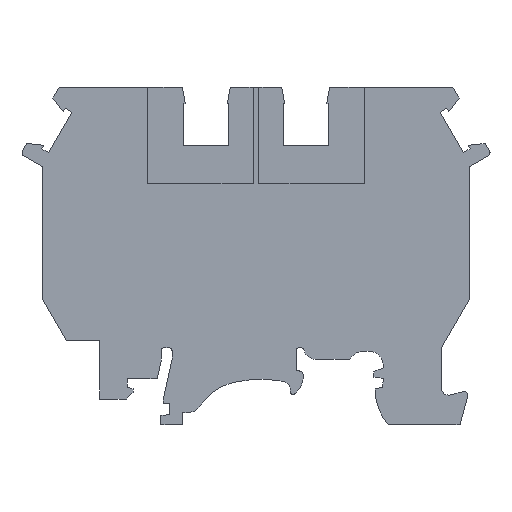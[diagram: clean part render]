
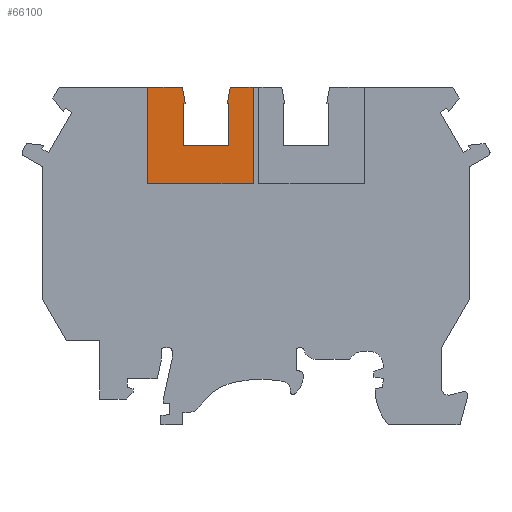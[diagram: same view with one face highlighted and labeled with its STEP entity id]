
A CAD part, left-side view. The second image highlights one B-rep face of the part: STEP entity #66100.
In plain terms, the highlighted face is planar.
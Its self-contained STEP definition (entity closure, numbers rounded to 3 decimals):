
#9070=CARTESIAN_POINT('',(-26.432,311.103,
0.525));
#9080=VERTEX_POINT('',#9070);
#9130=CARTESIAN_POINT('',(-81.288,0.,0.525));
#9140=DIRECTION('',(-0.174,-0.985,
0.));
#9150=VECTOR('',#9140,1.);
#9160=LINE('',#9130,#9150);
#9170=CARTESIAN_POINT('',(-26.035,313.353,
0.525));
#9180=VERTEX_POINT('',#9170);
#9190=EDGE_CURVE('',#9180,#9080,#9160,.T.);
#11180=CARTESIAN_POINT('',(0.,313.353,0.525));
#11190=DIRECTION('',(1.,0.,0.));
#11200=VECTOR('',#11190,1.);
#11210=LINE('',#11180,#11200);
#11220=CARTESIAN_POINT('',(-21.307,313.353,0.525));
#11230=VERTEX_POINT('',#11220);
#11240=EDGE_CURVE('',#9180,#11230,#11210,.T.);
#20520=CARTESIAN_POINT('',(-26.207,305.353,
0.525));
#20530=VERTEX_POINT('',#20520);
#20860=CARTESIAN_POINT('',(-32.357,305.353,
0.525));
#20870=VERTEX_POINT('',#20860);
#20900=CARTESIAN_POINT('',(0.,305.353,0.525));
#20910=DIRECTION('',(1.,0.,0.));
#20920=VECTOR('',#20910,1.);
#20930=LINE('',#20900,#20920);
#20940=EDGE_CURVE('',#20870,#20530,#20930,.T.);
#21230=CARTESIAN_POINT('',(-26.207,311.103,
0.525));
#21240=VERTEX_POINT('',#21230);
#21270=CARTESIAN_POINT('',(0.,311.103,0.525));
#21280=DIRECTION('',(-1.,0.,0.));
#21290=VECTOR('',#21280,1.);
#21300=LINE('',#21270,#21290);
#21310=EDGE_CURVE('',#21240,#9080,#21300,.T.);
#23400=CARTESIAN_POINT('',(-32.357,311.103,
0.525));
#23410=VERTEX_POINT('',#23400);
#23440=CARTESIAN_POINT('',(-32.357,0.,0.525));
#23450=DIRECTION('',(0.,-1.,0.));
#23460=VECTOR('',#23450,1.);
#23470=LINE('',#23440,#23460);
#23480=EDGE_CURVE('',#23410,#20870,#23470,.T.);
#23690=CARTESIAN_POINT('',(-32.529,313.353,
0.525));
#23700=VERTEX_POINT('',#23690);
#24100=CARTESIAN_POINT('',(-35.644,313.353,
0.525));
#24110=VERTEX_POINT('',#24100);
#24140=CARTESIAN_POINT('',(0.,313.353,0.525));
#24150=DIRECTION('',(1.,0.,0.));
#24160=VECTOR('',#24150,1.);
#24170=LINE('',#24140,#24160);
#24180=EDGE_CURVE('',#24110,#23700,#24170,.T.);
#24510=CARTESIAN_POINT('',(-26.207,0.,0.525));
#24520=DIRECTION('',(0.,1.,0.));
#24530=VECTOR('',#24520,1.);
#24540=LINE('',#24510,#24530);
#24550=EDGE_CURVE('',#20530,#21240,#24540,.T.);
#24850=CARTESIAN_POINT('',(-32.132,311.103,
0.525));
#24860=VERTEX_POINT('',#24850);
#24890=CARTESIAN_POINT('',(0.,311.103,0.525));
#24900=DIRECTION('',(-1.,0.,0.));
#24910=VECTOR('',#24900,1.);
#24920=LINE('',#24890,#24910);
#24930=EDGE_CURVE('',#24860,#23410,#24920,.T.);
#31330=CARTESIAN_POINT('',(22.724,0.,0.525));
#31340=DIRECTION('',(-0.174,0.985,
0.));
#31350=VECTOR('',#31340,1.);
#31360=LINE('',#31330,#31350);
#31370=EDGE_CURVE('',#24860,#23700,#31360,.T.);
#65540=CARTESIAN_POINT('',(-21.307,273.753,0.525));
#65550=DIRECTION('',(0.,1.,0.));
#65560=VECTOR('',#65550,1.);
#65570=LINE('',#65540,#65560);
#65580=CARTESIAN_POINT('',(-21.307,300.253,0.525));
#65590=VERTEX_POINT('',#65580);
#65600=EDGE_CURVE('',#65590,#11230,#65570,.T.);
#65790=CARTESIAN_POINT('',(-28.476,302.803,
0.525));
#65800=DIRECTION('',(0.,0.,-1.));
#65810=DIRECTION('',(-1.,0.,0.));
#65820=AXIS2_PLACEMENT_3D('',#65790,#65800,#65810);
#65830=PLANE('',#65820);
#65840=ORIENTED_EDGE('',*,*,#11240,.T.);
#65850=ORIENTED_EDGE('',*,*,#9190,.F.);
#65860=ORIENTED_EDGE('',*,*,#21310,.T.);
#65870=ORIENTED_EDGE('',*,*,#24550,.T.);
#65880=ORIENTED_EDGE('',*,*,#20940,.T.);
#65890=ORIENTED_EDGE('',*,*,#23480,.T.);
#65900=ORIENTED_EDGE('',*,*,#24930,.T.);
#65910=ORIENTED_EDGE('',*,*,#31370,.F.);
#65920=ORIENTED_EDGE('',*,*,#24180,.T.);
#65930=CARTESIAN_POINT('',(-35.644,273.753,
0.525));
#65940=DIRECTION('',(0.,-1.,0.));
#65950=VECTOR('',#65940,1.);
#65960=LINE('',#65930,#65950);
#65970=CARTESIAN_POINT('',(-35.644,300.253,
0.525));
#65980=VERTEX_POINT('',#65970);
#65990=EDGE_CURVE('',#24110,#65980,#65960,.T.);
#66000=ORIENTED_EDGE('',*,*,#65990,.F.);
#66010=CARTESIAN_POINT('',(-18.532,300.253,0.525));
#66020=DIRECTION('',(1.,0.,0.));
#66030=VECTOR('',#66020,1.);
#66040=LINE('',#66010,#66030);
#66050=EDGE_CURVE('',#65980,#65590,#66040,.T.);
#66060=ORIENTED_EDGE('',*,*,#66050,.F.);
#66070=ORIENTED_EDGE('',*,*,#65600,.F.);
#66080=EDGE_LOOP('',(#66070,#66060,#66000,#65920,#65910,#65900,#65890,
#65880,#65870,#65860,#65850,#65840));
#66090=FACE_OUTER_BOUND('',#66080,.T.);
#66100=ADVANCED_FACE('',(#66090),#65830,.T.);
